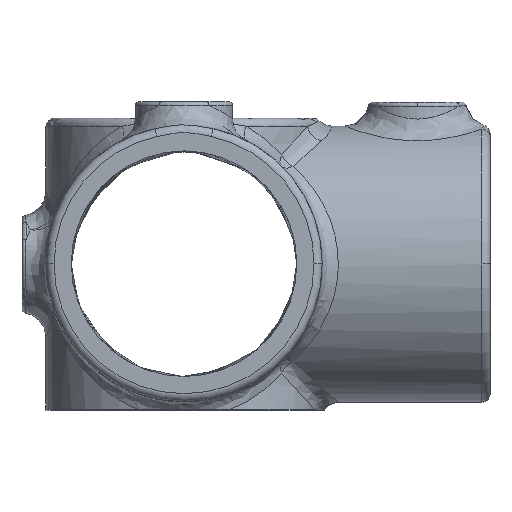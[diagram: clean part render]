
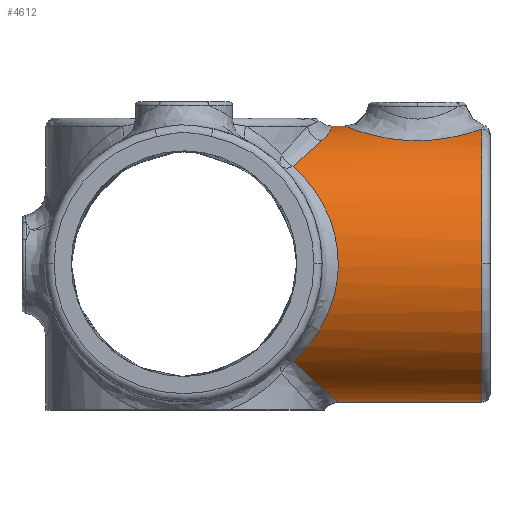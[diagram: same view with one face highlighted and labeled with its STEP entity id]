
A CAD part, top view. The second image highlights one B-rep face of the part: STEP entity #4612.
In plain terms, the highlighted cylindrical face has radius 27.051 mm (diameter 54.102 mm), a partial arc.
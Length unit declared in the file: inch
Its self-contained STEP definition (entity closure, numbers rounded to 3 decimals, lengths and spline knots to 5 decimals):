
#1166=CARTESIAN_POINT('',(2.2975,0.,3.415));
#1167=VERTEX_POINT('',#1166);
#1184=CARTESIAN_POINT('',(2.2975,1.04135,2.57319));
#1185=VERTEX_POINT('',#1184);
#1193=CARTESIAN_POINT('',(2.2975,0.0,2.35));
#1194=DIRECTION('',(1.0,0.0,0.0));
#1195=DIRECTION('',(0.0,-1.0,0.0));
#1196=AXIS2_PLACEMENT_3D('',#1193,#1194,#1195);
#1197=CIRCLE('',#1196,1.065);
#1198=EDGE_CURVE('',#1185,#1167,#1197,.T.);
#1380=CARTESIAN_POINT('',(1.19,-1.065,2.35));
#1381=VERTEX_POINT('',#1380);
#1382=CARTESIAN_POINT('',(2.2975,-1.065,2.35));
#1383=VERTEX_POINT('',#1382);
#1384=CARTESIAN_POINT('',(1.19,-1.065,2.35));
#1385=DIRECTION('',(1.0,0.0,0.0));
#1386=VECTOR('',#1385,1.1075);
#1387=LINE('',#1384,#1386);
#1388=EDGE_CURVE('',#1381,#1383,#1387,.T.);
#1417=CARTESIAN_POINT('',(1.13998,1.065,2.35));
#1418=VERTEX_POINT('',#1417);
#1428=CARTESIAN_POINT('',(1.2375,1.065,2.35));
#1429=VERTEX_POINT('',#1428);
#1430=CARTESIAN_POINT('',(1.2375,1.065,2.35));
#1431=DIRECTION('',(-1.0,0.0,0.0));
#1432=VECTOR('',#1431,0.09752);
#1433=LINE('',#1430,#1432);
#1434=EDGE_CURVE('',#1429,#1418,#1433,.T.);
#1930=CARTESIAN_POINT('',(0.84146,0.75307,3.10307));
#1931=VERTEX_POINT('',#1930);
#2004=CARTESIAN_POINT('',(0.84146,-0.75307,3.10307));
#2005=VERTEX_POINT('',#2004);
#2131=CARTESIAN_POINT('',(0.0,0.0,2.35));
#2132=DIRECTION('',(-0.667,0.,0.745));
#2133=DIRECTION('',(0.745,0.0,0.667));
#2134=AXIS2_PLACEMENT_3D('',#2131,#2132,#2133);
#2135=ELLIPSE('',#2134,1.59697,1.065);
#2136=EDGE_CURVE('',#2005,#1931,#2135,.T.);
#2412=CARTESIAN_POINT('',(0.0,0.0,2.35));
#2413=DIRECTION('',(-0.667,-0.745,0.0));
#2414=DIRECTION('',(0.745,-0.667,0.0));
#2415=AXIS2_PLACEMENT_3D('',#2412,#2413,#2414);
#2416=ELLIPSE('',#2415,1.59697,1.065);
#2417=EDGE_CURVE('',#1381,#2005,#2416,.T.);
#2511=CARTESIAN_POINT('',(1.0625,0.95089,2.82961));
#2512=VERTEX_POINT('',#2511);
#2528=CARTESIAN_POINT('',(0.0,0.0,2.35));
#2529=DIRECTION('',(-0.667,0.745,0.0));
#2530=DIRECTION('',(0.745,0.667,0.0));
#2531=AXIS2_PLACEMENT_3D('',#2528,#2529,#2530);
#2532=ELLIPSE('',#2531,1.59697,1.065);
#2533=EDGE_CURVE('',#1931,#2512,#2532,.T.);
#3064=CARTESIAN_POINT('',(1.13998,1.065,2.35));
#3065=CARTESIAN_POINT('',(1.13998,1.065,2.40891));
#3066=CARTESIAN_POINT('',(1.13974,1.0601,2.46781));
#3067=CARTESIAN_POINT('',(1.13307,1.03922,2.59245));
#3068=CARTESIAN_POINT('',(1.12536,1.02171,2.65771));
#3069=CARTESIAN_POINT('',(1.09667,0.98448,2.75832));
#3070=CARTESIAN_POINT('',(1.0818,0.96817,2.79537));
#3071=CARTESIAN_POINT('',(1.0625,0.95089,2.82961));
#3072=B_SPLINE_CURVE_WITH_KNOTS('',3,(#3064,#3065,#3066,#3067,#3068,#3069,#3070,#3071),.UNSPECIFIED.,.F.,.U.,(4,2,2,4),(1.43283,1.93408,2.50715,2.86531),.UNSPECIFIED.);
#3073=EDGE_CURVE('',#2512,#1418,#3072,.F.);
#4564=CARTESIAN_POINT('',(0.0,0.0,2.35));
#4565=DIRECTION('',(1.0,0.0,0.0));
#4566=DIRECTION('',(0.0,-1.0,0.0));
#4567=AXIS2_PLACEMENT_3D('',#4564,#4565,#4566);
#4568=CYLINDRICAL_SURFACE('',#4567,1.065);
#4569=ORIENTED_EDGE('',*,*,#1388,.T.);
#4570=CARTESIAN_POINT('',(2.2975,0.0,2.35));
#4571=DIRECTION('',(1.0,0.0,0.0));
#4572=DIRECTION('',(0.0,-1.0,0.0));
#4573=AXIS2_PLACEMENT_3D('',#4570,#4571,#4572);
#4574=CIRCLE('',#4573,1.065);
#4575=EDGE_CURVE('',#1167,#1383,#4574,.T.);
#4576=ORIENTED_EDGE('',*,*,#4575,.F.);
#4577=ORIENTED_EDGE('',*,*,#1198,.F.);
#4578=CARTESIAN_POINT('',(1.8,0.95156,2.82829));
#4579=VERTEX_POINT('',#4578);
#4580=CARTESIAN_POINT('',(2.29699,1.04086,2.57299));
#4581=CARTESIAN_POINT('',(2.27015,1.03168,2.61647));
#4582=CARTESIAN_POINT('',(2.2358,1.02065,2.65624));
#4583=CARTESIAN_POINT('',(2.09325,0.98027,2.77601));
#4584=CARTESIAN_POINT('',(1.9473,0.95156,2.82829));
#4585=CARTESIAN_POINT('',(1.8,0.95156,2.82829));
#4586=B_SPLINE_CURVE_WITH_KNOTS('',3,(#4580,#4581,#4582,#4583,#4584,#4585),.UNSPECIFIED.,.F.,.U.,(4,2,4),(4.79104,5.07588,5.79487),.UNSPECIFIED.);
#4587=EDGE_CURVE('',#4579,#1185,#4586,.F.);
#4588=ORIENTED_EDGE('',*,*,#4587,.F.);
#4589=CARTESIAN_POINT('',(1.8,0.95156,2.82829));
#4590=CARTESIAN_POINT('',(1.75509,0.95156,2.82829));
#4591=CARTESIAN_POINT('',(1.70965,0.95394,2.82363));
#4592=CARTESIAN_POINT('',(1.66598,0.95836,2.81452));
#4593=CARTESIAN_POINT('',(1.5961,0.96542,2.79994));
#4594=CARTESIAN_POINT('',(1.53074,0.97759,2.77419));
#4595=CARTESIAN_POINT('',(1.47334,0.99127,2.73938));
#4596=CARTESIAN_POINT('',(1.38151,1.01315,2.68368));
#4597=CARTESIAN_POINT('',(1.31035,1.03822,2.60484));
#4598=CARTESIAN_POINT('',(1.27121,1.05244,2.5131));
#4599=CARTESIAN_POINT('',(1.24906,1.06048,2.46117));
#4600=CARTESIAN_POINT('',(1.2375,1.065,2.40551));
#4601=CARTESIAN_POINT('',(1.2375,1.065,2.35));
#4602=B_SPLINE_CURVE_WITH_KNOTS('',3,(#4589,#4590,#4591,#4592,#4593,#4594,#4595,#4596,#4597,#4598,#4599,#4600,#4601),.UNSPECIFIED.,.F.,.U.,(4,3,3,3,4),(0.0,0.21924,0.57003,1.13128,1.44894),.UNSPECIFIED.);
#4603=EDGE_CURVE('',#1429,#4579,#4602,.F.);
#4604=ORIENTED_EDGE('',*,*,#4603,.F.);
#4605=ORIENTED_EDGE('',*,*,#1434,.T.);
#4606=ORIENTED_EDGE('',*,*,#3073,.F.);
#4607=ORIENTED_EDGE('',*,*,#2533,.F.);
#4608=ORIENTED_EDGE('',*,*,#2136,.F.);
#4609=ORIENTED_EDGE('',*,*,#2417,.F.);
#4610=EDGE_LOOP('',(#4569,#4576,#4577,#4588,#4604,#4605,#4606,#4607,#4608,#4609));
#4611=FACE_OUTER_BOUND('',#4610,.T.);
#4612=ADVANCED_FACE('',(#4611),#4568,.T.);
